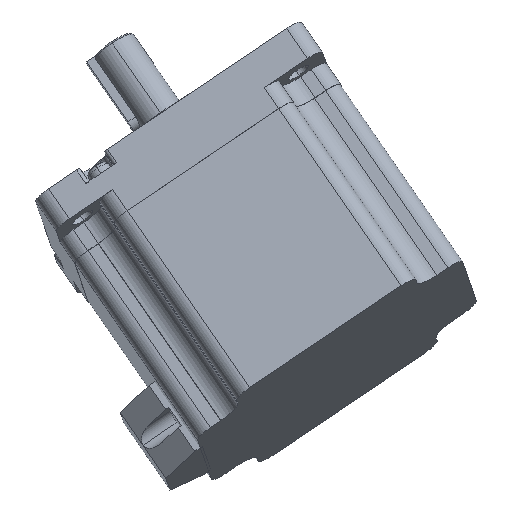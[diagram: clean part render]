
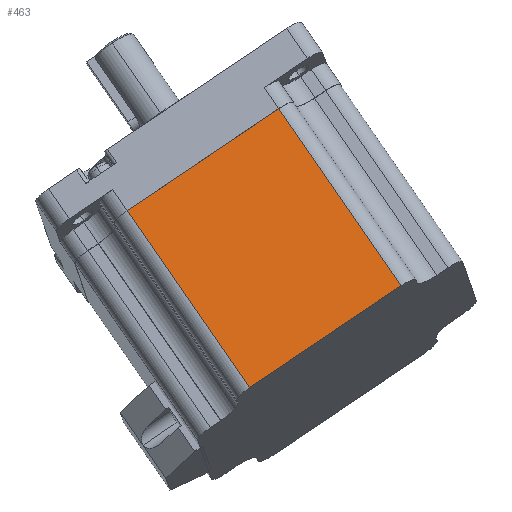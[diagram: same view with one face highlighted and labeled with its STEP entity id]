
A CAD part, left-side view. The second image highlights one B-rep face of the part: STEP entity #463.
In plain terms, the highlighted planar face has unit normal (-0.975, 0.073, 0.211).
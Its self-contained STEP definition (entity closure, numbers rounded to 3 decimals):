
#463 = ADVANCED_FACE ( 'NONE', ( #724 ), #5104, .F. ) ;
#472 = VERTEX_POINT ( 'NONE', #3315 ) ;
#597 = VECTOR ( 'NONE', #1686, 1000. ) ;
#724 = FACE_OUTER_BOUND ( 'NONE', #7531, .T. ) ;
#1154 = CARTESIAN_POINT ( 'NONE',  ( 46.168, -8.451, -293.328 ) ) ;
#1324 = EDGE_CURVE ( 'NONE', #3077, #472, #6541, .T. ) ;
#1392 = VERTEX_POINT ( 'NONE', #5000 ) ;
#1686 = DIRECTION ( 'NONE',  ( -0.058, 0.828, -0.557 ) ) ;
#1789 = ORIENTED_EDGE ( 'NONE', *, *, #2323, .F. ) ;
#1950 = CARTESIAN_POINT ( 'NONE',  ( 64.012, 41.934, -228.373 ) ) ;
#2323 = EDGE_CURVE ( 'NONE', #1392, #7341, #5291, .T. ) ;
#2339 = CARTESIAN_POINT ( 'NONE',  ( 67.125, -2.299, -198.616 ) ) ;
#2451 = LINE ( 'NONE', #6513, #7808 ) ;
#2904 = ORIENTED_EDGE ( 'NONE', *, *, #7313, .F. ) ;
#2943 = DIRECTION ( 'NONE',  ( 0.216, 0.555, 0.803 ) ) ;
#3077 = VERTEX_POINT ( 'NONE', #3524 ) ;
#3112 = AXIS2_PLACEMENT_3D ( 'NONE', #6903, #4500, #5768 ) ;
#3161 = DIRECTION ( 'NONE',  ( 0.058, -0.828, 0.557 ) ) ;
#3207 = ORIENTED_EDGE ( 'NONE', *, *, #1324, .F. ) ;
#3315 = CARTESIAN_POINT ( 'NONE',  ( 51.557, 5.435, -273.25 ) ) ;
#3524 = CARTESIAN_POINT ( 'NONE',  ( 54.408, -35.071, -246. ) ) ;
#3761 = VECTOR ( 'NONE', #2943, 1000. ) ;
#3776 = VECTOR ( 'NONE', #3161, 1000. ) ;
#3908 = CARTESIAN_POINT ( 'NONE',  ( 51.295, 9.162, -275.757 ) ) ;
#3928 = EDGE_CURVE ( 'NONE', #7341, #3077, #2451, .T. ) ;
#4500 = DIRECTION ( 'NONE',  ( 0.975, -0.073, -0.211 ) ) ;
#4633 = DIRECTION ( 'NONE',  ( -0.216, -0.555, -0.803 ) ) ;
#5000 = CARTESIAN_POINT ( 'NONE',  ( 64.274, 38.207, -225.866 ) ) ;
#5104 = PLANE ( 'NONE',  #3112 ) ;
#5291 = LINE ( 'NONE', #1950, #3776 ) ;
#5371 = LINE ( 'NONE', #1154, #3761 ) ;
#5732 = ORIENTED_EDGE ( 'NONE', *, *, #3928, .F. ) ;
#5768 = DIRECTION ( 'NONE',  ( -0.058, 0.828, -0.557 ) ) ;
#6513 = CARTESIAN_POINT ( 'NONE',  ( 49.019, -48.958, -266.078 ) ) ;
#6541 = LINE ( 'NONE', #3908, #597 ) ;
#6903 = CARTESIAN_POINT ( 'NONE',  ( 45.906, -4.724, -295.836 ) ) ;
#7313 = EDGE_CURVE ( 'NONE', #472, #1392, #5371, .T. ) ;
#7341 = VERTEX_POINT ( 'NONE', #2339 ) ;
#7531 = EDGE_LOOP ( 'NONE', ( #3207, #5732, #1789, #2904 ) ) ;
#7808 = VECTOR ( 'NONE', #4633, 1000. ) ;
